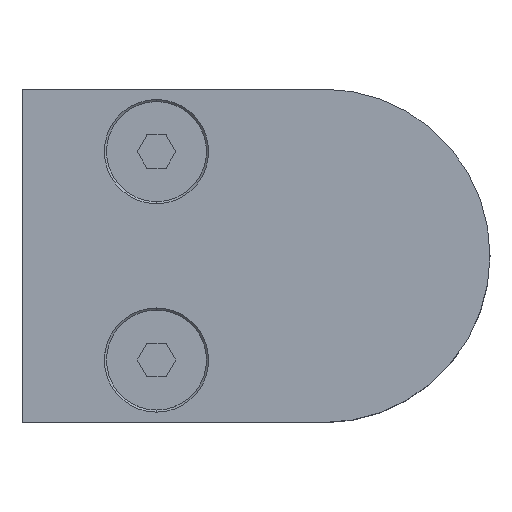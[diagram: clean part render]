
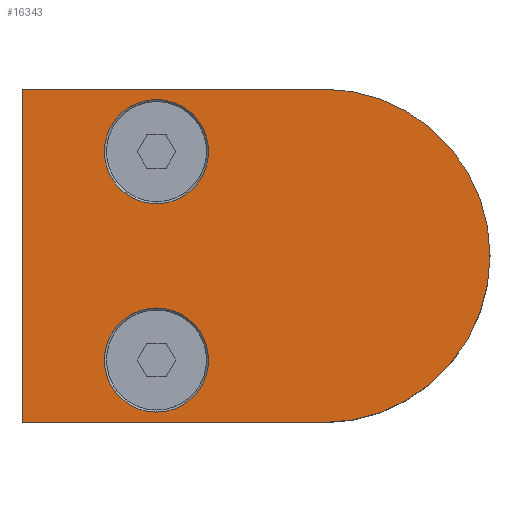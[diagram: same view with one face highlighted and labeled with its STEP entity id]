
A CAD part, top view. The second image highlights one B-rep face of the part: STEP entity #16343.
In plain terms, the highlighted planar face has unit normal (0, 0, 1).
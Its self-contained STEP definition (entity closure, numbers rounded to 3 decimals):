
#392 = EDGE_CURVE ( 'NONE', #24854, #10445, #15849, .T. ) ;
#547 = CARTESIAN_POINT ( 'NONE',  ( 26.85, -18.75, 13. ) ) ;
#731 = PLANE ( 'NONE',  #18671 ) ;
#872 = FACE_BOUND ( 'NONE', #8979, .T. ) ;
#1408 = VECTOR ( 'NONE', #26868, 1000. ) ;
#1558 = CARTESIAN_POINT ( 'NONE',  ( 10.72, -20., 13. ) ) ;
#1656 = CARTESIAN_POINT ( 'NONE',  ( 10.72, 20., 13. ) ) ;
#2038 = VERTEX_POINT ( 'NONE', #1558 ) ;
#2469 = VERTEX_POINT ( 'NONE', #12849 ) ;
#2480 = ORIENTED_EDGE ( 'NONE', *, *, #9095, .F. ) ;
#2791 = AXIS2_PLACEMENT_3D ( 'NONE', #6990, #13348, #21904 ) ;
#2794 = EDGE_CURVE ( 'NONE', #2038, #9417, #3870, .T. ) ;
#3130 = VERTEX_POINT ( 'NONE', #11418 ) ;
#3590 = DIRECTION ( 'NONE',  ( 0., -1., 0. ) ) ;
#3836 = VERTEX_POINT ( 'NONE', #547 ) ;
#3843 = CARTESIAN_POINT ( 'NONE',  ( 46.85, -20., 13. ) ) ;
#3870 = LINE ( 'NONE', #20553, #21119 ) ;
#4555 = AXIS2_PLACEMENT_3D ( 'NONE', #20836, #23171, #19029 ) ;
#4938 = CIRCLE ( 'NONE', #16813, 6.25 ) ;
#5644 = DIRECTION ( 'NONE',  ( 0., -1., 0. ) ) ;
#6077 = CARTESIAN_POINT ( 'NONE',  ( 10.72, 20., 13. ) ) ;
#6129 = CARTESIAN_POINT ( 'NONE',  ( 26.85, 6.25, 13. ) ) ;
#6990 = CARTESIAN_POINT ( 'NONE',  ( 46.85, 0., 13. ) ) ;
#7337 = DIRECTION ( 'NONE',  ( -1., 0., 0. ) ) ;
#7979 = LINE ( 'NONE', #24420, #8411 ) ;
#8078 = EDGE_CURVE ( 'NONE', #18054, #9417, #17318, .T. ) ;
#8266 = DIRECTION ( 'NONE',  ( 1., 0., 0. ) ) ;
#8411 = VECTOR ( 'NONE', #5644, 1000. ) ;
#8979 = EDGE_LOOP ( 'NONE', ( #18588, #24225 ) ) ;
#9057 = VERTEX_POINT ( 'NONE', #6077 ) ;
#9095 = EDGE_CURVE ( 'NONE', #3836, #3130, #25264, .T. ) ;
#9267 = ORIENTED_EDGE ( 'NONE', *, *, #8078, .F. ) ;
#9275 = CARTESIAN_POINT ( 'NONE',  ( 10.72, 20., 13. ) ) ;
#9417 = VERTEX_POINT ( 'NONE', #3843 ) ;
#10444 = DIRECTION ( 'NONE',  ( -1., 0., 0. ) ) ;
#10445 = VERTEX_POINT ( 'NONE', #15656 ) ;
#10453 = DIRECTION ( 'NONE',  ( 0., 0., -1. ) ) ;
#10988 = ORIENTED_EDGE ( 'NONE', *, *, #22765, .F. ) ;
#11418 = CARTESIAN_POINT ( 'NONE',  ( 26.85, -6.25, 13. ) ) ;
#11540 = EDGE_CURVE ( 'NONE', #9057, #2469, #20399, .T. ) ;
#11599 = EDGE_CURVE ( 'NONE', #9057, #2038, #7979, .T. ) ;
#11751 = EDGE_CURVE ( 'NONE', #10445, #24854, #12397, .T. ) ;
#12135 = CARTESIAN_POINT ( 'NONE',  ( 26.85, -12.5, 13. ) ) ;
#12248 = CARTESIAN_POINT ( 'NONE',  ( 46.85, 0., 13. ) ) ;
#12397 = CIRCLE ( 'NONE', #18132, 6.25 ) ;
#12471 = EDGE_CURVE ( 'NONE', #3130, #3836, #4938, .T. ) ;
#12849 = CARTESIAN_POINT ( 'NONE',  ( 46.85, 20., 13. ) ) ;
#13192 = ORIENTED_EDGE ( 'NONE', *, *, #11599, .T. ) ;
#13348 = DIRECTION ( 'NONE',  ( 0., 0., -1. ) ) ;
#13534 = AXIS2_PLACEMENT_3D ( 'NONE', #12248, #25204, #10444 ) ;
#13632 = ORIENTED_EDGE ( 'NONE', *, *, #11540, .F. ) ;
#13697 = DIRECTION ( 'NONE',  ( 0., 0., -1. ) ) ;
#14600 = DIRECTION ( 'NONE',  ( 0., 1., 0. ) ) ;
#15656 = CARTESIAN_POINT ( 'NONE',  ( 26.85, 18.75, 13. ) ) ;
#15829 = ORIENTED_EDGE ( 'NONE', *, *, #2794, .T. ) ;
#15849 = CIRCLE ( 'NONE', #18046, 6.25 ) ;
#16343 = ADVANCED_FACE ( 'NONE', ( #19895, #872, #23770 ), #731, .F. ) ;
#16813 = AXIS2_PLACEMENT_3D ( 'NONE', #12135, #20545, #3590 ) ;
#17318 = CIRCLE ( 'NONE', #2791, 20. ) ;
#17487 = CIRCLE ( 'NONE', #13534, 20. ) ;
#18046 = AXIS2_PLACEMENT_3D ( 'NONE', #24815, #10453, #14600 ) ;
#18054 = VERTEX_POINT ( 'NONE', #26544 ) ;
#18132 = AXIS2_PLACEMENT_3D ( 'NONE', #18880, #24959, #23287 ) ;
#18588 = ORIENTED_EDGE ( 'NONE', *, *, #11751, .T. ) ;
#18671 = AXIS2_PLACEMENT_3D ( 'NONE', #9275, #13697, #7337 ) ;
#18880 = CARTESIAN_POINT ( 'NONE',  ( 26.85, 12.5, 13. ) ) ;
#19029 = DIRECTION ( 'NONE',  ( 0., -1., 0. ) ) ;
#19895 = FACE_BOUND ( 'NONE', #24251, .T. ) ;
#20304 = ORIENTED_EDGE ( 'NONE', *, *, #12471, .F. ) ;
#20399 = LINE ( 'NONE', #1656, #1408 ) ;
#20545 = DIRECTION ( 'NONE',  ( 0., 0., 1. ) ) ;
#20553 = CARTESIAN_POINT ( 'NONE',  ( 10.72, -20., 13. ) ) ;
#20836 = CARTESIAN_POINT ( 'NONE',  ( 26.85, -12.5, 13. ) ) ;
#21119 = VECTOR ( 'NONE', #8266, 1000. ) ;
#21904 = DIRECTION ( 'NONE',  ( -1., 0., 0. ) ) ;
#22765 = EDGE_CURVE ( 'NONE', #2469, #18054, #17487, .T. ) ;
#22999 = EDGE_LOOP ( 'NONE', ( #15829, #9267, #10988, #13632, #13192 ) ) ;
#23171 = DIRECTION ( 'NONE',  ( 0., 0., 1. ) ) ;
#23287 = DIRECTION ( 'NONE',  ( 0., 1., 0. ) ) ;
#23770 = FACE_OUTER_BOUND ( 'NONE', #22999, .T. ) ;
#24225 = ORIENTED_EDGE ( 'NONE', *, *, #392, .T. ) ;
#24251 = EDGE_LOOP ( 'NONE', ( #2480, #20304 ) ) ;
#24420 = CARTESIAN_POINT ( 'NONE',  ( 10.72, 20., 13. ) ) ;
#24815 = CARTESIAN_POINT ( 'NONE',  ( 26.85, 12.5, 13. ) ) ;
#24854 = VERTEX_POINT ( 'NONE', #6129 ) ;
#24959 = DIRECTION ( 'NONE',  ( 0., 0., -1. ) ) ;
#25204 = DIRECTION ( 'NONE',  ( 0., 0., -1. ) ) ;
#25264 = CIRCLE ( 'NONE', #4555, 6.25 ) ;
#26544 = CARTESIAN_POINT ( 'NONE',  ( 66.85, 0., 13. ) ) ;
#26868 = DIRECTION ( 'NONE',  ( 1., 0., 0. ) ) ;
